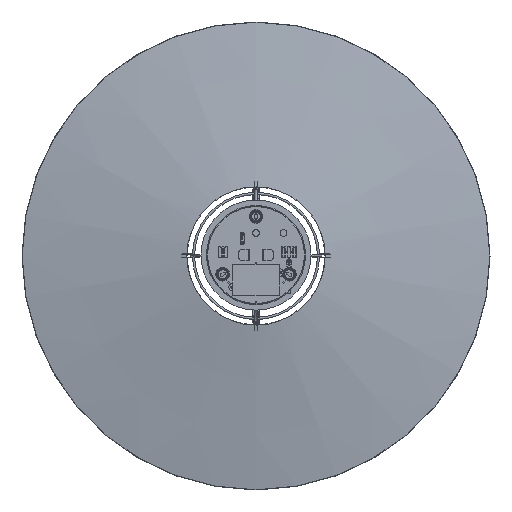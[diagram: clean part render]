
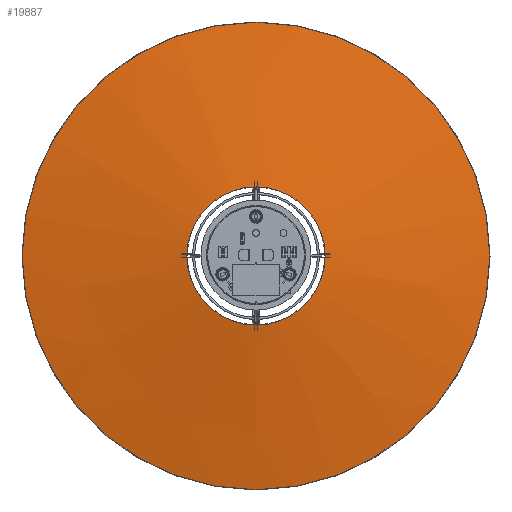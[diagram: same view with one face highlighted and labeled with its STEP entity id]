
A CAD part, top view. The second image highlights one B-rep face of the part: STEP entity #19887.
In plain terms, the highlighted conical face has half-angle 80.142 degrees and reference radius 275.257 mm.
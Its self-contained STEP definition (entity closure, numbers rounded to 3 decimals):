
#632=CONICAL_SURFACE('',#21931,275.257,1.399);
#2079=FACE_OUTER_BOUND('',#3218,.T.);
#3218=EDGE_LOOP('',(#16184,#16185,#16186,#16187,#16188,#16189));
#4846=LINE('',#32539,#6817);
#6817=VECTOR('',#25575,275.257);
#8185=CIRCLE('',#21927,425.);
#8186=CIRCLE('',#21928,425.);
#8189=CIRCLE('',#21932,125.514);
#8190=CIRCLE('',#21933,125.514);
#9546=VERTEX_POINT('',#32528);
#9547=VERTEX_POINT('',#32529);
#9550=VERTEX_POINT('',#32538);
#9551=VERTEX_POINT('',#32540);
#11913=EDGE_CURVE('',#9546,#9547,#8185,.T.);
#11914=EDGE_CURVE('',#9547,#9546,#8186,.T.);
#11918=EDGE_CURVE('',#9547,#9550,#4846,.T.);
#11919=EDGE_CURVE('',#9551,#9550,#8189,.T.);
#11920=EDGE_CURVE('',#9550,#9551,#8190,.T.);
#16184=ORIENTED_EDGE('',*,*,#11913,.T.);
#16185=ORIENTED_EDGE('',*,*,#11918,.T.);
#16186=ORIENTED_EDGE('',*,*,#11919,.F.);
#16187=ORIENTED_EDGE('',*,*,#11920,.F.);
#16188=ORIENTED_EDGE('',*,*,#11918,.F.);
#16189=ORIENTED_EDGE('',*,*,#11914,.T.);
#19887=ADVANCED_FACE('',(#2079),#632,.T.);
#21927=AXIS2_PLACEMENT_3D('',#32530,#25564,#25565);
#21928=AXIS2_PLACEMENT_3D('',#32531,#25566,#25567);
#21931=AXIS2_PLACEMENT_3D('',#32537,#25573,#25574);
#21932=AXIS2_PLACEMENT_3D('',#32541,#25576,#25577);
#21933=AXIS2_PLACEMENT_3D('',#32542,#25578,#25579);
#25564=DIRECTION('center_axis',(0.,0.,1.));
#25565=DIRECTION('ref_axis',(1.,0.,0.));
#25566=DIRECTION('center_axis',(0.,0.,1.));
#25567=DIRECTION('ref_axis',(1.,0.,0.));
#25573=DIRECTION('center_axis',(0.,0.,-1.));
#25574=DIRECTION('ref_axis',(0.,-1.,0.));
#25575=DIRECTION('',(0.,-0.985,0.171));
#25576=DIRECTION('center_axis',(0.,0.,1.));
#25577=DIRECTION('ref_axis',(1.,0.,0.));
#25578=DIRECTION('center_axis',(0.,0.,1.));
#25579=DIRECTION('ref_axis',(1.,0.,0.));
#32528=CARTESIAN_POINT('',(0.,-425.,2.956));
#32529=CARTESIAN_POINT('',(0.,425.,2.956));
#32530=CARTESIAN_POINT('Origin',(0.,0.,2.956));
#32531=CARTESIAN_POINT('Origin',(0.,0.,2.956));
#32537=CARTESIAN_POINT('Origin',(0.,0.,28.978));
#32538=CARTESIAN_POINT('',(0.,125.514,55.));
#32539=CARTESIAN_POINT('',(0.,275.257,28.978));
#32540=CARTESIAN_POINT('',(0.,-125.514,55.));
#32541=CARTESIAN_POINT('Origin',(0.,0.,55.));
#32542=CARTESIAN_POINT('Origin',(0.,0.,55.));
